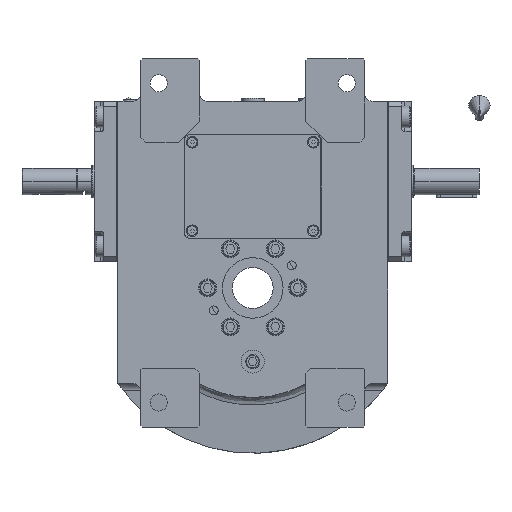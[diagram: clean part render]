
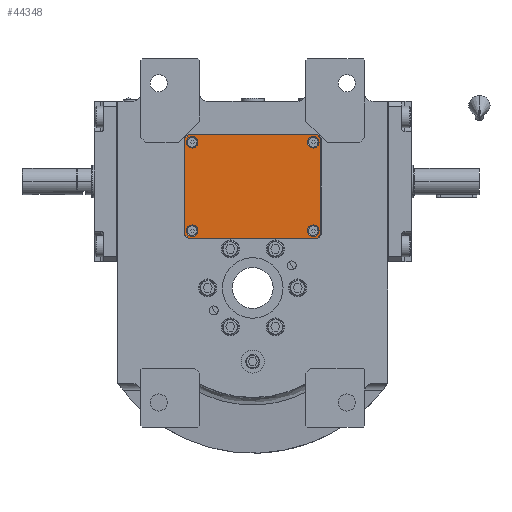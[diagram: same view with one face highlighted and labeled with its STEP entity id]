
A CAD part, front view. The second image highlights one B-rep face of the part: STEP entity #44348.
In plain terms, the highlighted face is planar.
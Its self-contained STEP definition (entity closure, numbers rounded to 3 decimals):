
#173 = LINE ( 'NONE', #32553, #57885 ) ;
#1134 = VERTEX_POINT ( 'NONE', #19527 ) ;
#3486 = VECTOR ( 'NONE', #46928, 1000. ) ;
#3677 = ORIENTED_EDGE ( 'NONE', *, *, #17273, .F. ) ;
#3860 = CIRCLE ( 'NONE', #33087, 3.5 ) ;
#4240 = EDGE_CURVE ( 'NONE', #52664, #63641, #3860, .T. ) ;
#4251 = DIRECTION ( 'NONE',  ( 0., 0., 1. ) ) ;
#5126 = DIRECTION ( 'NONE',  ( -1., 0., 0. ) ) ;
#5263 = CARTESIAN_POINT ( 'NONE',  ( 37., -27., 3. ) ) ;
#5830 = ORIENTED_EDGE ( 'NONE', *, *, #20022, .F. ) ;
#6095 = EDGE_CURVE ( 'NONE', #14168, #19204, #56981, .T. ) ;
#6434 = VERTEX_POINT ( 'NONE', #23519 ) ;
#6536 = EDGE_CURVE ( 'NONE', #19238, #14168, #68176, .T. ) ;
#6645 = CARTESIAN_POINT ( 'NONE',  ( 33.5, 27., 3. ) ) ;
#7103 = ORIENTED_EDGE ( 'NONE', *, *, #13681, .F. ) ;
#8782 = VERTEX_POINT ( 'NONE', #22219 ) ;
#9272 = EDGE_CURVE ( 'NONE', #16887, #48243, #52568, .T. ) ;
#9306 = CARTESIAN_POINT ( 'NONE',  ( 41.5, -29.5, 3. ) ) ;
#9374 = ORIENTED_EDGE ( 'NONE', *, *, #44406, .F. ) ;
#9534 = FACE_BOUND ( 'NONE', #61670, .T. ) ;
#11046 = CIRCLE ( 'NONE', #56018, 3.5 ) ;
#11618 = ORIENTED_EDGE ( 'NONE', *, *, #6536, .T. ) ;
#12818 = VERTEX_POINT ( 'NONE', #62550 ) ;
#12873 = CARTESIAN_POINT ( 'NONE',  ( 37., 27., 3. ) ) ;
#12909 = CARTESIAN_POINT ( 'NONE',  ( 41.5, -29.5, 3. ) ) ;
#13207 = DIRECTION ( 'NONE',  ( 0., 0., 1. ) ) ;
#13559 = CARTESIAN_POINT ( 'NONE',  ( -40.5, 27., 3. ) ) ;
#13681 = EDGE_CURVE ( 'NONE', #20473, #28762, #29103, .T. ) ;
#13971 = CARTESIAN_POINT ( 'NONE',  ( -33.5, 27., 3. ) ) ;
#14141 = VECTOR ( 'NONE', #35127, 1000. ) ;
#14168 = VERTEX_POINT ( 'NONE', #55110 ) ;
#14452 = CARTESIAN_POINT ( 'NONE',  ( -37., -27., 3. ) ) ;
#14756 = CARTESIAN_POINT ( 'NONE',  ( -41.5, 29.5, 3. ) ) ;
#15484 = DIRECTION ( 'NONE',  ( 0., 0., 1. ) ) ;
#15497 = DIRECTION ( 'NONE',  ( 0., 0., 1. ) ) ;
#16254 = VERTEX_POINT ( 'NONE', #52536 ) ;
#16723 = AXIS2_PLACEMENT_3D ( 'NONE', #59275, #54367, #5126 ) ;
#16887 = VERTEX_POINT ( 'NONE', #12909 ) ;
#17024 = CARTESIAN_POINT ( 'NONE',  ( -41.5, -29.5, 3. ) ) ;
#17259 = EDGE_CURVE ( 'NONE', #6434, #8782, #37819, .T. ) ;
#17273 = EDGE_CURVE ( 'NONE', #12818, #1134, #39168, .T. ) ;
#18132 = EDGE_CURVE ( 'NONE', #28762, #20473, #33651, .T. ) ;
#18271 = DIRECTION ( 'NONE',  ( -1., 0., 0. ) ) ;
#19204 = VERTEX_POINT ( 'NONE', #31129 ) ;
#19238 = VERTEX_POINT ( 'NONE', #43744 ) ;
#19527 = CARTESIAN_POINT ( 'NONE',  ( -33.5, -27., 3. ) ) ;
#19581 = ORIENTED_EDGE ( 'NONE', *, *, #6095, .T. ) ;
#20022 = EDGE_CURVE ( 'NONE', #42109, #16254, #23627, .T. ) ;
#20473 = VERTEX_POINT ( 'NONE', #42051 ) ;
#20735 = DIRECTION ( 'NONE',  ( 1., 0., 0. ) ) ;
#20795 = FACE_OUTER_BOUND ( 'NONE', #33636, .T. ) ;
#21119 = DIRECTION ( 'NONE',  ( 1., 0., 0. ) ) ;
#21294 = CARTESIAN_POINT ( 'NONE',  ( -39.5, -31.5, 3. ) ) ;
#21657 = DIRECTION ( 'NONE',  ( 0.707, 0.707, 0. ) ) ;
#22219 = CARTESIAN_POINT ( 'NONE',  ( 39.5, -31.5, 3. ) ) ;
#23345 = DIRECTION ( 'NONE',  ( 0.707, -0.707, 0. ) ) ;
#23519 = CARTESIAN_POINT ( 'NONE',  ( -39.5, -31.5, 3. ) ) ;
#23627 = CIRCLE ( 'NONE', #56166, 3.5 ) ;
#25121 = DIRECTION ( 'NONE',  ( 0., 0., 1. ) ) ;
#25595 = ORIENTED_EDGE ( 'NONE', *, *, #66178, .T. ) ;
#27949 = DIRECTION ( 'NONE',  ( 1., 0., 0. ) ) ;
#28704 = EDGE_CURVE ( 'NONE', #66743, #19238, #56791, .T. ) ;
#28762 = VERTEX_POINT ( 'NONE', #62759 ) ;
#29021 = ORIENTED_EDGE ( 'NONE', *, *, #28704, .T. ) ;
#29103 = CIRCLE ( 'NONE', #32448, 3.5 ) ;
#29921 = DIRECTION ( 'NONE',  ( 0., -1., 0. ) ) ;
#30678 = CARTESIAN_POINT ( 'NONE',  ( -37., 27., 3. ) ) ;
#31129 = CARTESIAN_POINT ( 'NONE',  ( -41.5, -29.5, 3. ) ) ;
#32275 = CIRCLE ( 'NONE', #58123, 3.5 ) ;
#32448 = AXIS2_PLACEMENT_3D ( 'NONE', #5263, #48189, #18271 ) ;
#32553 = CARTESIAN_POINT ( 'NONE',  ( 39.5, -31.5, 3. ) ) ;
#32818 = CARTESIAN_POINT ( 'NONE',  ( 39.5, 31.5, 3. ) ) ;
#32982 = ORIENTED_EDGE ( 'NONE', *, *, #65375, .T. ) ;
#33087 = AXIS2_PLACEMENT_3D ( 'NONE', #57087, #25121, #52184 ) ;
#33473 = LINE ( 'NONE', #60566, #63391 ) ;
#33636 = EDGE_LOOP ( 'NONE', ( #34261, #32982, #29021, #11618, #19581, #52307, #58028, #25595 ) ) ;
#33651 = CIRCLE ( 'NONE', #49218, 3.5 ) ;
#33845 = EDGE_LOOP ( 'NONE', ( #63549, #7103 ) ) ;
#34261 = ORIENTED_EDGE ( 'NONE', *, *, #9272, .T. ) ;
#35127 = DIRECTION ( 'NONE',  ( -0.707, -0.707, 0. ) ) ;
#35190 = DIRECTION ( 'NONE',  ( 0., 0., 1. ) ) ;
#36387 = CARTESIAN_POINT ( 'NONE',  ( 39.5, 31.5, 3. ) ) ;
#37619 = DIRECTION ( 'NONE',  ( -1., 0., 0. ) ) ;
#37819 = LINE ( 'NONE', #21294, #57153 ) ;
#39104 = DIRECTION ( 'NONE',  ( -0.707, 0.707, 0. ) ) ;
#39168 = CIRCLE ( 'NONE', #16723, 3.5 ) ;
#39980 = EDGE_CURVE ( 'NONE', #19204, #6434, #50075, .T. ) ;
#42051 = CARTESIAN_POINT ( 'NONE',  ( 33.5, -27., 3. ) ) ;
#42109 = VERTEX_POINT ( 'NONE', #6645 ) ;
#42258 = FACE_BOUND ( 'NONE', #68867, .T. ) ;
#42710 = DIRECTION ( 'NONE',  ( 0., 1., 0. ) ) ;
#43019 = EDGE_CURVE ( 'NONE', #63641, #52664, #32275, .T. ) ;
#43744 = CARTESIAN_POINT ( 'NONE',  ( -39.5, 31.5, 3. ) ) ;
#43988 = VECTOR ( 'NONE', #23345, 1000. ) ;
#44348 = ADVANCED_FACE ( 'NONE', ( #20795, #51770, #42258, #57748, #9534 ), #63718, .T. ) ;
#44406 = EDGE_CURVE ( 'NONE', #1134, #12818, #11046, .T. ) ;
#44678 = DIRECTION ( 'NONE',  ( 1., 0., 0. ) ) ;
#45117 = AXIS2_PLACEMENT_3D ( 'NONE', #50307, #35190, #44678 ) ;
#46881 = ORIENTED_EDGE ( 'NONE', *, *, #4240, .F. ) ;
#46928 = DIRECTION ( 'NONE',  ( -1., 0., 0. ) ) ;
#46990 = AXIS2_PLACEMENT_3D ( 'NONE', #68313, #15497, #21119 ) ;
#48189 = DIRECTION ( 'NONE',  ( 0., 0., 1. ) ) ;
#48243 = VERTEX_POINT ( 'NONE', #64876 ) ;
#49218 = AXIS2_PLACEMENT_3D ( 'NONE', #66965, #64693, #20735 ) ;
#50075 = LINE ( 'NONE', #17024, #43988 ) ;
#50307 = CARTESIAN_POINT ( 'NONE',  ( 37., 27., 3. ) ) ;
#50719 = VECTOR ( 'NONE', #42710, 1000. ) ;
#51411 = DIRECTION ( 'NONE',  ( -1., 0., 0. ) ) ;
#51770 = FACE_BOUND ( 'NONE', #60338, .T. ) ;
#52184 = DIRECTION ( 'NONE',  ( 1., 0., 0. ) ) ;
#52307 = ORIENTED_EDGE ( 'NONE', *, *, #39980, .T. ) ;
#52536 = CARTESIAN_POINT ( 'NONE',  ( 40.5, 27., 3. ) ) ;
#52568 = LINE ( 'NONE', #9306, #50719 ) ;
#52664 = VERTEX_POINT ( 'NONE', #13971 ) ;
#52813 = DIRECTION ( 'NONE',  ( 1., 0., 0. ) ) ;
#54367 = DIRECTION ( 'NONE',  ( 0., 0., 1. ) ) ;
#55110 = CARTESIAN_POINT ( 'NONE',  ( -41.5, 29.5, 3. ) ) ;
#55194 = CIRCLE ( 'NONE', #45117, 3.5 ) ;
#55200 = ORIENTED_EDGE ( 'NONE', *, *, #68708, .F. ) ;
#56018 = AXIS2_PLACEMENT_3D ( 'NONE', #14452, #4251, #52813 ) ;
#56166 = AXIS2_PLACEMENT_3D ( 'NONE', #12873, #13207, #37619 ) ;
#56791 = LINE ( 'NONE', #36387, #3486 ) ;
#56981 = LINE ( 'NONE', #14756, #59040 ) ;
#57087 = CARTESIAN_POINT ( 'NONE',  ( -37., 27., 3. ) ) ;
#57153 = VECTOR ( 'NONE', #27949, 1000. ) ;
#57748 = FACE_BOUND ( 'NONE', #33845, .T. ) ;
#57885 = VECTOR ( 'NONE', #21657, 1000. ) ;
#57889 = ORIENTED_EDGE ( 'NONE', *, *, #43019, .F. ) ;
#58028 = ORIENTED_EDGE ( 'NONE', *, *, #17259, .T. ) ;
#58123 = AXIS2_PLACEMENT_3D ( 'NONE', #30678, #15484, #51411 ) ;
#59040 = VECTOR ( 'NONE', #29921, 1000. ) ;
#59275 = CARTESIAN_POINT ( 'NONE',  ( -37., -27., 3. ) ) ;
#60338 = EDGE_LOOP ( 'NONE', ( #55200, #5830 ) ) ;
#60566 = CARTESIAN_POINT ( 'NONE',  ( 41.5, 29.5, 3. ) ) ;
#61670 = EDGE_LOOP ( 'NONE', ( #9374, #3677 ) ) ;
#62550 = CARTESIAN_POINT ( 'NONE',  ( -40.5, -27., 3. ) ) ;
#62759 = CARTESIAN_POINT ( 'NONE',  ( 40.5, -27., 3. ) ) ;
#63253 = CARTESIAN_POINT ( 'NONE',  ( -39.5, 31.5, 3. ) ) ;
#63391 = VECTOR ( 'NONE', #39104, 1000. ) ;
#63549 = ORIENTED_EDGE ( 'NONE', *, *, #18132, .F. ) ;
#63641 = VERTEX_POINT ( 'NONE', #13559 ) ;
#63718 = PLANE ( 'NONE',  #46990 ) ;
#64693 = DIRECTION ( 'NONE',  ( 0., 0., 1. ) ) ;
#64876 = CARTESIAN_POINT ( 'NONE',  ( 41.5, 29.5, 3. ) ) ;
#65375 = EDGE_CURVE ( 'NONE', #48243, #66743, #33473, .T. ) ;
#66178 = EDGE_CURVE ( 'NONE', #8782, #16887, #173, .T. ) ;
#66743 = VERTEX_POINT ( 'NONE', #32818 ) ;
#66965 = CARTESIAN_POINT ( 'NONE',  ( 37., -27., 3. ) ) ;
#68176 = LINE ( 'NONE', #63253, #14141 ) ;
#68313 = CARTESIAN_POINT ( 'NONE',  ( 0., 0., 3. ) ) ;
#68708 = EDGE_CURVE ( 'NONE', #16254, #42109, #55194, .T. ) ;
#68867 = EDGE_LOOP ( 'NONE', ( #46881, #57889 ) ) ;
